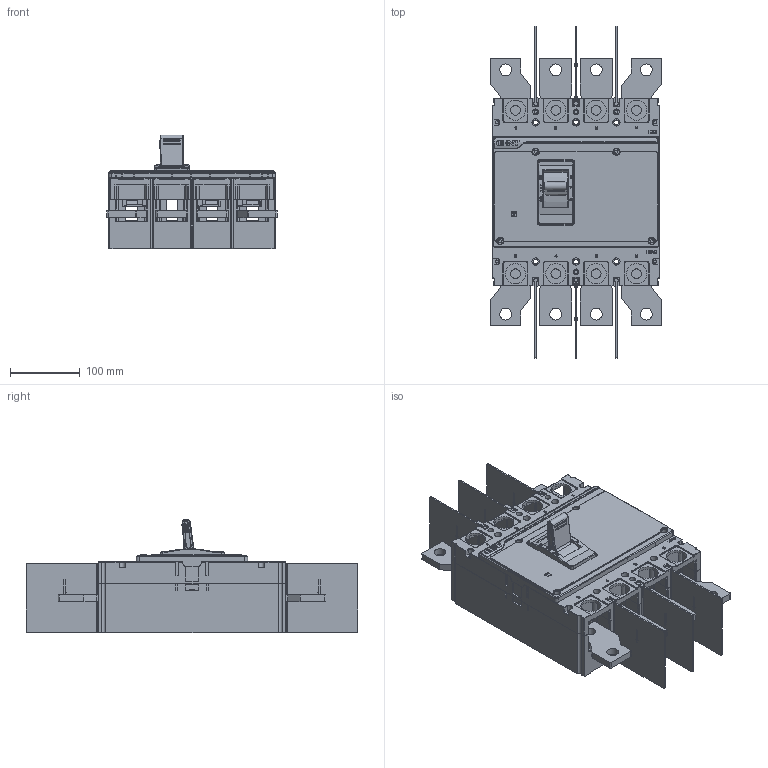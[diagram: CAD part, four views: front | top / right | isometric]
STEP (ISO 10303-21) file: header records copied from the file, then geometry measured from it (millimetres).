
FILE_DESCRIPTION(/* description */ (''),/* implementation_level */ '2;1');
FILE_NAME(/* name */ 'NXM-800-4P.stp',/* time_stamp */ '2017-03-08T08:49:43+08:00',/* author */ (''),/* organization */ (''),/* preprocessor_version */ 'ST-DEVELOPER v11',/* originating_system */ 'SIEMENS PLM Software NX 7.5',/* authorisation */ '');
FILE_SCHEMA (('CONFIG_CONTROL_DESIGN'));
Products named in the file (1): yangF58Dgzcb
Bounding box: 245 x 477 x 163.84 mm (x, y, z)
Volume: 2651028 mm3; surface area: 1214184.3 mm2
Topology: 28 solids, 31 shells, 5891 faces, 15999 edges, 10220 vertices
Faces by surface type: plane 3607, cylinder 1468, extrusion 352, sphere 205, torus 113, cone 97, bspline 49
Full cylindrical faces by diameter (mm): 1.8 x1, 2.5 x2, 3 x2, 3.3 x1, 4.5 x30, 5 x15, 5.5 x24, 6 x26, 6.41 x2, 6.5 x12, 7 x6, 8.5 x12, 9.5 x9, 10 x6, 10.5 x22, 11 x24, 14 x16, 17 x8, 18 x8, 29 x16
Entity records: 190927 total; most frequent: CARTESIAN_POINT 44418, ORIENTED_EDGE 30902, DIRECTION 29036, EDGE_CURVE 15451, VECTOR 11138, LINE 10786, VERTEX_POINT 10112, AXIS2_PLACEMENT_3D 8949
